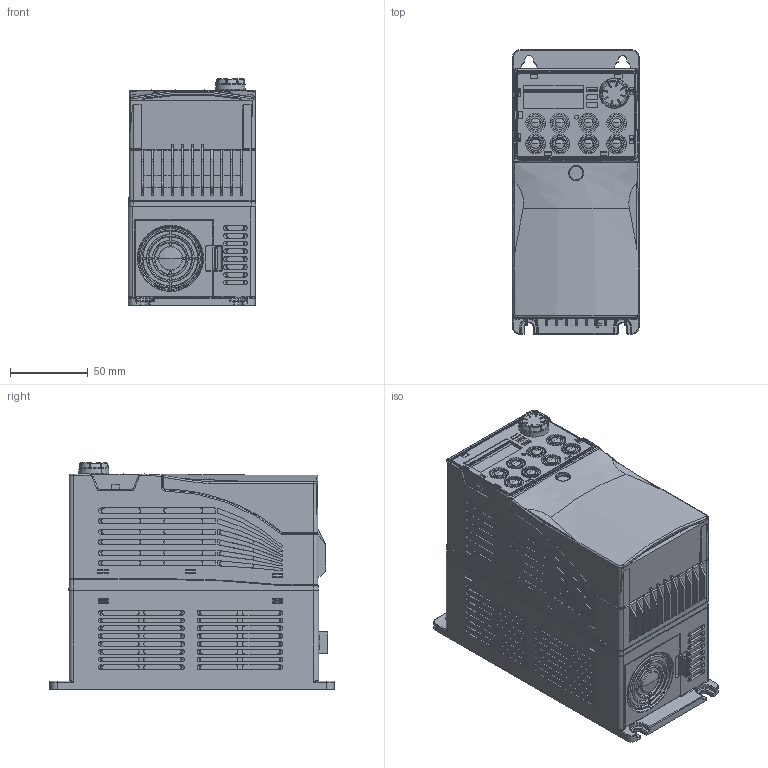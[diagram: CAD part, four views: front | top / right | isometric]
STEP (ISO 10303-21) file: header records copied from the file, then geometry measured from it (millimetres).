
FILE_DESCRIPTION (( 'STEP AP214' ), '1' );
FILE_NAME ('FC-230-A_1.STEP', '2025-03-26T07:04:51', ( '' ), ( '' ), 'SwSTEP 2.0', 'SolidWorks 2023', '' );
FILE_SCHEMA (( 'AUTOMOTIVE_DESIGN' ));
Products named in the file (1): FC-230-A_1
Bounding box: 81.75 x 182.5 x 145.15 mm (x, y, z)
Volume: 1643464.5 mm3; surface area: 175260.1 mm2
Topology: 1 solids, 38 shells, 5626 faces, 15366 edges, 9973 vertices
Faces by surface type: plane 3005, cylinder 1106, bspline 913, cone 379, torus 171, sphere 52
Entity records: 219083 total; most frequent: CARTESIAN_POINT 83257, ORIENTED_EDGE 30672, DIRECTION 25003, EDGE_CURVE 15336, VERTEX_POINT 9971, LINE 9035, VECTOR 9035, AXIS2_PLACEMENT_3D 7984
